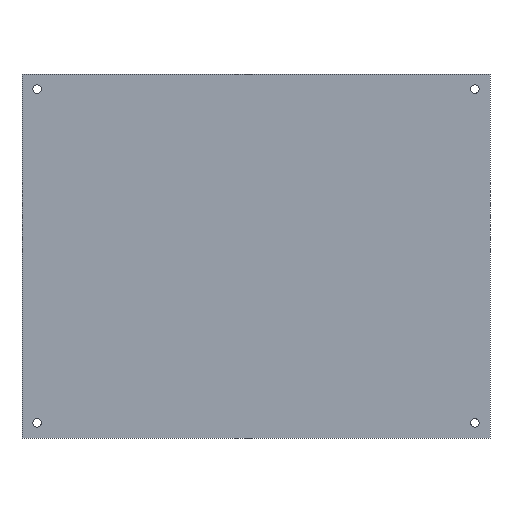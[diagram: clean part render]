
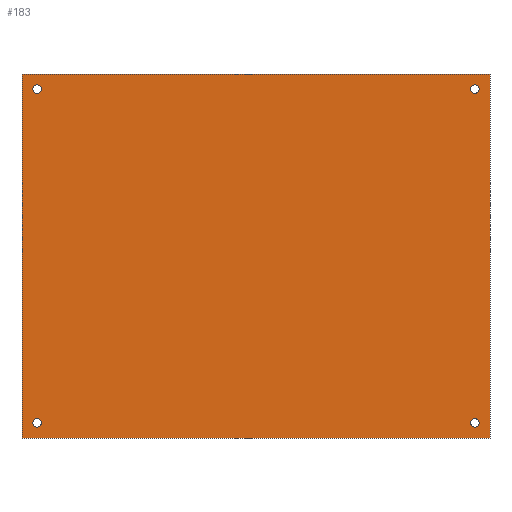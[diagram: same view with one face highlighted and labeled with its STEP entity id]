
A CAD part, front view. The second image highlights one B-rep face of the part: STEP entity #183.
In plain terms, the highlighted planar face has unit normal (0, -1, 0).
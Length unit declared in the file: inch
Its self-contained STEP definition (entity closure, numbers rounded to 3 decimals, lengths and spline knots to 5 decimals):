
#14=LINE($,#282,#26);
#19=LINE($,#291,#31);
#23=LINE($,#299,#35);
#24=LINE($,#301,#36);
#26=VECTOR($,#235,27.);
#31=VECTOR($,#242,21.);
#35=VECTOR($,#250,21.);
#36=VECTOR($,#253,27.);
#41=PLANE($,#204);
#51=FACE_BOUND($,#82,.T.);
#52=FACE_BOUND($,#83,.T.);
#53=FACE_BOUND($,#84,.T.);
#54=FACE_BOUND($,#85,.T.);
#63=FACE_OUTER_BOUND($,#81,.T.);
#81=EDGE_LOOP($,(#159,#160,#161,#162));
#82=EDGE_LOOP($,(#163));
#83=EDGE_LOOP($,(#164));
#84=EDGE_LOOP($,(#165));
#85=EDGE_LOOP($,(#166));
#87=CIRCLE($,#189,0.25);
#89=CIRCLE($,#192,0.25);
#91=CIRCLE($,#195,0.25);
#93=CIRCLE($,#198,0.25);
#95=VERTEX_POINT($,#258);
#97=VERTEX_POINT($,#263);
#99=VERTEX_POINT($,#268);
#101=VERTEX_POINT($,#273);
#103=VERTEX_POINT($,#278);
#105=VERTEX_POINT($,#281);
#107=VERTEX_POINT($,#287);
#110=VERTEX_POINT($,#297);
#111=EDGE_CURVE($,#95,#95,#87,.T.);
#113=EDGE_CURVE($,#97,#97,#89,.T.);
#115=EDGE_CURVE($,#99,#99,#91,.T.);
#117=EDGE_CURVE($,#101,#101,#93,.T.);
#120=EDGE_CURVE($,#105,#103,#14,.T.);
#125=EDGE_CURVE($,#107,#105,#19,.T.);
#129=EDGE_CURVE($,#103,#110,#23,.T.);
#130=EDGE_CURVE($,#110,#107,#24,.T.);
#159=ORIENTED_EDGE($,*,*,#130,.T.);
#160=ORIENTED_EDGE($,*,*,#125,.T.);
#161=ORIENTED_EDGE($,*,*,#120,.T.);
#162=ORIENTED_EDGE($,*,*,#129,.T.);
#163=ORIENTED_EDGE($,*,*,#111,.T.);
#164=ORIENTED_EDGE($,*,*,#113,.T.);
#165=ORIENTED_EDGE($,*,*,#115,.T.);
#166=ORIENTED_EDGE($,*,*,#117,.T.);
#183=ADVANCED_FACE($,(#63,#51,#52,#53,#54),#41,.T.);
#189=AXIS2_PLACEMENT_3D($,#259,#210,#211);
#192=AXIS2_PLACEMENT_3D($,#264,#216,#217);
#195=AXIS2_PLACEMENT_3D($,#269,#222,#223);
#198=AXIS2_PLACEMENT_3D($,#274,#228,#229);
#204=AXIS2_PLACEMENT_3D($,#300,#251,#252);
#210=DIRECTION('center_axis',(0.,1.,0.));
#211=DIRECTION('ref_axis',(-1.,0.,0.));
#216=DIRECTION('center_axis',(0.,1.,0.));
#217=DIRECTION('ref_axis',(-1.,0.,0.));
#222=DIRECTION('center_axis',(0.,1.,0.));
#223=DIRECTION('ref_axis',(-1.,0.,0.));
#228=DIRECTION('center_axis',(0.,1.,0.));
#229=DIRECTION('ref_axis',(-1.,0.,0.));
#235=DIRECTION($,(-1.,0.,0.));
#242=DIRECTION($,(0.,0.,1.));
#250=DIRECTION($,(0.,0.,-1.));
#251=DIRECTION('center_axis',(0.,-1.,0.));
#252=DIRECTION('ref_axis',(0.,0.,-1.));
#253=DIRECTION($,(1.,0.,0.));
#258=CARTESIAN_POINT('',(-12.375,-0.065,9.625));
#259=CARTESIAN_POINT('Origin',(-12.625,-0.065,9.625));
#263=CARTESIAN_POINT('',(12.875,-0.065,9.625));
#264=CARTESIAN_POINT('Origin',(12.625,-0.065,9.625));
#268=CARTESIAN_POINT('',(-12.375,-0.065,-9.625));
#269=CARTESIAN_POINT('Origin',(-12.625,-0.065,-9.625));
#273=CARTESIAN_POINT('',(12.875,-0.065,-9.625));
#274=CARTESIAN_POINT('Origin',(12.625,-0.065,-9.625));
#278=CARTESIAN_POINT('',(-13.5,-0.065,10.5));
#281=CARTESIAN_POINT('',(13.5,-0.065,10.5));
#282=CARTESIAN_POINT($,(13.5,-0.065,10.5));
#287=CARTESIAN_POINT('',(13.5,-0.065,-10.5));
#291=CARTESIAN_POINT($,(13.5,-0.065,-10.5));
#297=CARTESIAN_POINT('',(-13.5,-0.065,-10.5));
#299=CARTESIAN_POINT($,(-13.5,-0.065,10.5));
#300=CARTESIAN_POINT('Origin',(-13.5,-0.065,0.));
#301=CARTESIAN_POINT($,(-13.5,-0.065,-10.5));
